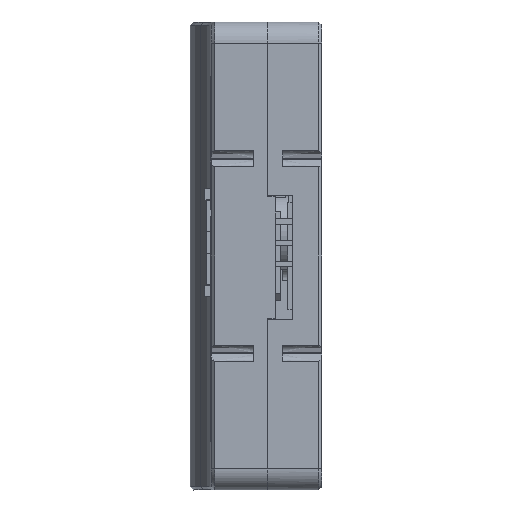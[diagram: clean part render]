
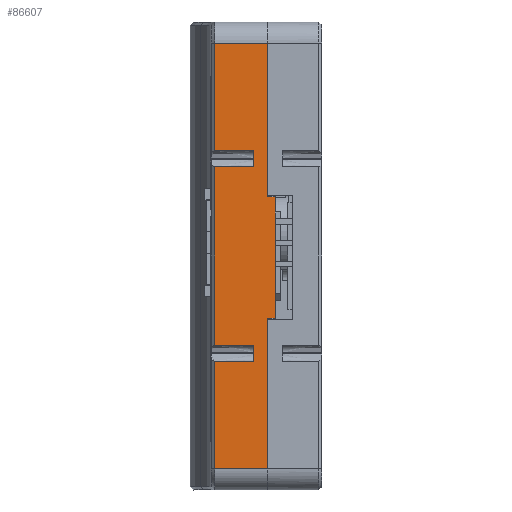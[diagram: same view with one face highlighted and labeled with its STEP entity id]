
A CAD part, left-side view. The second image highlights one B-rep face of the part: STEP entity #86607.
In plain terms, the highlighted free-form (B-spline) face has degree [1, 1] with [2, 2] control points.
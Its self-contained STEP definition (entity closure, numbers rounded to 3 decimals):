
#71121 = VERTEX_POINT('',#71122);
#71122 = CARTESIAN_POINT('',(-39.25,0.467,
    -7.85));
#71138 = VERTEX_POINT('',#71139);
#71139 = CARTESIAN_POINT('',(-39.25,0.467,
    -9.252));
#71145 = EDGE_CURVE('',#71121,#71138,#71146,.T.);
#71146 = B_SPLINE_CURVE_WITH_KNOTS('',1,(#71147,#71148),.UNSPECIFIED.,
  .F.,.F.,(2,2),(0.,1.5),.PIECEWISE_BEZIER_KNOTS.);
#71147 = CARTESIAN_POINT('',(-39.25,0.467,
    -7.85));
#71148 = CARTESIAN_POINT('',(-39.25,0.467,
    -9.252));
#71161 = VERTEX_POINT('',#71162);
#71162 = CARTESIAN_POINT('',(-39.25,0.467,
    7.85));
#71168 = EDGE_CURVE('',#71169,#71161,#71171,.T.);
#71169 = VERTEX_POINT('',#71170);
#71170 = CARTESIAN_POINT('',(-39.25,0.467,
    9.252));
#71171 = B_SPLINE_CURVE_WITH_KNOTS('',1,(#71172,#71173),.UNSPECIFIED.,
  .F.,.F.,(2,2),(0.,1.5),.PIECEWISE_BEZIER_KNOTS.);
#71172 = CARTESIAN_POINT('',(-39.25,0.467,
    9.252));
#71173 = CARTESIAN_POINT('',(-39.25,0.467,
    7.85));
#72711 = VERTEX_POINT('',#72712);
#72712 = CARTESIAN_POINT('',(-39.25,-0.748,
    18.691));
#72718 = EDGE_CURVE('',#72711,#72719,#72721,.T.);
#72719 = VERTEX_POINT('',#72720);
#72720 = CARTESIAN_POINT('',(-39.25,-0.748,
    5.187));
#72721 = B_SPLINE_CURVE_WITH_KNOTS('',1,(#72722,#72723),.UNSPECIFIED.,
  .F.,.F.,(2,2),(0.,14.45),.PIECEWISE_BEZIER_KNOTS.);
#72722 = CARTESIAN_POINT('',(-39.25,-0.748,
    18.691));
#72723 = CARTESIAN_POINT('',(-39.25,-0.748,
    5.187));
#73096 = VERTEX_POINT('',#73097);
#73097 = CARTESIAN_POINT('',(-39.25,-0.748,
    -5.467));
#73102 = EDGE_CURVE('',#73096,#73103,#73105,.T.);
#73103 = VERTEX_POINT('',#73104);
#73104 = CARTESIAN_POINT('',(-39.25,-0.748,
    -18.691));
#73105 = B_SPLINE_CURVE_WITH_KNOTS('',1,(#73106,#73107),.UNSPECIFIED.,
  .F.,.F.,(2,2),(0.,14.15),.PIECEWISE_BEZIER_KNOTS.);
#73106 = CARTESIAN_POINT('',(-39.25,-0.748,
    -5.467));
#73107 = CARTESIAN_POINT('',(-39.25,-0.748,
    -18.691));
#86592 = VERTEX_POINT('',#86593);
#86593 = CARTESIAN_POINT('',(-39.25,-1.402,
    -5.467));
#86598 = EDGE_CURVE('',#73096,#86592,#86599,.T.);
#86599 = B_SPLINE_CURVE_WITH_KNOTS('',1,(#86600,#86601),.UNSPECIFIED.,
  .F.,.F.,(2,2),(0.,0.7),.PIECEWISE_BEZIER_KNOTS.);
#86600 = CARTESIAN_POINT('',(-39.25,-0.748,
    -5.467));
#86601 = CARTESIAN_POINT('',(-39.25,-1.402,
    -5.467));
#86607 = ADVANCED_FACE('',(#86608),#86684,.T.);
#86608 = FACE_BOUND('',#86609,.T.);
#86609 = EDGE_LOOP('',(#86610,#86617,#86618,#86625,#86632,#86637,#86638,
    #86639,#86646,#86651,#86652,#86659,#86666,#86671,#86672,#86679));
#86610 = ORIENTED_EDGE('',*,*,#86611,.T.);
#86611 = EDGE_CURVE('',#86612,#71121,#86614,.T.);
#86612 = VERTEX_POINT('',#86613);
#86613 = CARTESIAN_POINT('',(-39.25,3.925,
    -7.85));
#86614 = B_SPLINE_CURVE_WITH_KNOTS('',1,(#86615,#86616),.UNSPECIFIED.,
  .F.,.F.,(2,2),(0.,3.7),.PIECEWISE_BEZIER_KNOTS.);
#86615 = CARTESIAN_POINT('',(-39.25,3.925,
    -7.85));
#86616 = CARTESIAN_POINT('',(-39.25,0.467,
    -7.85));
#86617 = ORIENTED_EDGE('',*,*,#71145,.T.);
#86618 = ORIENTED_EDGE('',*,*,#86619,.F.);
#86619 = EDGE_CURVE('',#86620,#71138,#86622,.T.);
#86620 = VERTEX_POINT('',#86621);
#86621 = CARTESIAN_POINT('',(-39.25,3.925,
    -9.252));
#86622 = B_SPLINE_CURVE_WITH_KNOTS('',1,(#86623,#86624),.UNSPECIFIED.,
  .F.,.F.,(2,2),(0.,3.7),.PIECEWISE_BEZIER_KNOTS.);
#86623 = CARTESIAN_POINT('',(-39.25,3.925,
    -9.252));
#86624 = CARTESIAN_POINT('',(-39.25,0.467,
    -9.252));
#86625 = ORIENTED_EDGE('',*,*,#86626,.F.);
#86626 = EDGE_CURVE('',#86627,#86620,#86629,.T.);
#86627 = VERTEX_POINT('',#86628);
#86628 = CARTESIAN_POINT('',(-39.25,3.925,
    -18.691));
#86629 = B_SPLINE_CURVE_WITH_KNOTS('',1,(#86630,#86631),.UNSPECIFIED.,
  .F.,.F.,(2,2),(0.,10.1),
  .PIECEWISE_BEZIER_KNOTS.);
#86630 = CARTESIAN_POINT('',(-39.25,3.925,
    -18.691));
#86631 = CARTESIAN_POINT('',(-39.25,3.925,
    -9.252));
#86632 = ORIENTED_EDGE('',*,*,#86633,.F.);
#86633 = EDGE_CURVE('',#73103,#86627,#86634,.T.);
#86634 = B_SPLINE_CURVE_WITH_KNOTS('',1,(#86635,#86636),.UNSPECIFIED.,
  .F.,.F.,(2,2),(0.,5.),.PIECEWISE_BEZIER_KNOTS.);
#86635 = CARTESIAN_POINT('',(-39.25,-0.748,
    -18.691));
#86636 = CARTESIAN_POINT('',(-39.25,3.925,
    -18.691));
#86637 = ORIENTED_EDGE('',*,*,#73102,.F.);
#86638 = ORIENTED_EDGE('',*,*,#86598,.T.);
#86639 = ORIENTED_EDGE('',*,*,#86640,.F.);
#86640 = EDGE_CURVE('',#86641,#86592,#86643,.T.);
#86641 = VERTEX_POINT('',#86642);
#86642 = CARTESIAN_POINT('',(-39.25,-1.402,
    5.187));
#86643 = B_SPLINE_CURVE_WITH_KNOTS('',1,(#86644,#86645),.UNSPECIFIED.,
  .F.,.F.,(2,2),(0.,11.4),.PIECEWISE_BEZIER_KNOTS.);
#86644 = CARTESIAN_POINT('',(-39.25,-1.402,
    5.187));
#86645 = CARTESIAN_POINT('',(-39.25,-1.402,
    -5.467));
#86646 = ORIENTED_EDGE('',*,*,#86647,.F.);
#86647 = EDGE_CURVE('',#72719,#86641,#86648,.T.);
#86648 = B_SPLINE_CURVE_WITH_KNOTS('',1,(#86649,#86650),.UNSPECIFIED.,
  .F.,.F.,(2,2),(0.,0.7),.PIECEWISE_BEZIER_KNOTS.);
#86649 = CARTESIAN_POINT('',(-39.25,-0.748,
    5.187));
#86650 = CARTESIAN_POINT('',(-39.25,-1.402,
    5.187));
#86651 = ORIENTED_EDGE('',*,*,#72718,.F.);
#86652 = ORIENTED_EDGE('',*,*,#86653,.T.);
#86653 = EDGE_CURVE('',#72711,#86654,#86656,.T.);
#86654 = VERTEX_POINT('',#86655);
#86655 = CARTESIAN_POINT('',(-39.25,3.925,
    18.691));
#86656 = B_SPLINE_CURVE_WITH_KNOTS('',1,(#86657,#86658),.UNSPECIFIED.,
  .F.,.F.,(2,2),(0.,5.),.PIECEWISE_BEZIER_KNOTS.);
#86657 = CARTESIAN_POINT('',(-39.25,-0.748,
    18.691));
#86658 = CARTESIAN_POINT('',(-39.25,3.925,
    18.691));
#86659 = ORIENTED_EDGE('',*,*,#86660,.F.);
#86660 = EDGE_CURVE('',#86661,#86654,#86663,.T.);
#86661 = VERTEX_POINT('',#86662);
#86662 = CARTESIAN_POINT('',(-39.25,3.925,
    9.252));
#86663 = B_SPLINE_CURVE_WITH_KNOTS('',1,(#86664,#86665),.UNSPECIFIED.,
  .F.,.F.,(2,2),(0.,10.1),.PIECEWISE_BEZIER_KNOTS.);
#86664 = CARTESIAN_POINT('',(-39.25,3.925,
    9.252));
#86665 = CARTESIAN_POINT('',(-39.25,3.925,
    18.691));
#86666 = ORIENTED_EDGE('',*,*,#86667,.T.);
#86667 = EDGE_CURVE('',#86661,#71169,#86668,.T.);
#86668 = B_SPLINE_CURVE_WITH_KNOTS('',1,(#86669,#86670),.UNSPECIFIED.,
  .F.,.F.,(2,2),(0.,3.7),.PIECEWISE_BEZIER_KNOTS.);
#86669 = CARTESIAN_POINT('',(-39.25,3.925,
    9.252));
#86670 = CARTESIAN_POINT('',(-39.25,0.467,
    9.252));
#86671 = ORIENTED_EDGE('',*,*,#71168,.T.);
#86672 = ORIENTED_EDGE('',*,*,#86673,.F.);
#86673 = EDGE_CURVE('',#86674,#71161,#86676,.T.);
#86674 = VERTEX_POINT('',#86675);
#86675 = CARTESIAN_POINT('',(-39.25,3.925,
    7.85));
#86676 = B_SPLINE_CURVE_WITH_KNOTS('',1,(#86677,#86678),.UNSPECIFIED.,
  .F.,.F.,(2,2),(0.,3.7),.PIECEWISE_BEZIER_KNOTS.);
#86677 = CARTESIAN_POINT('',(-39.25,3.925,
    7.85));
#86678 = CARTESIAN_POINT('',(-39.25,0.467,
    7.85));
#86679 = ORIENTED_EDGE('',*,*,#86680,.F.);
#86680 = EDGE_CURVE('',#86612,#86674,#86681,.T.);
#86681 = B_SPLINE_CURVE_WITH_KNOTS('',1,(#86682,#86683),.UNSPECIFIED.,
  .F.,.F.,(2,2),(0.,16.8),.PIECEWISE_BEZIER_KNOTS.);
#86682 = CARTESIAN_POINT('',(-39.25,3.925,
    -7.85));
#86683 = CARTESIAN_POINT('',(-39.25,3.925,
    7.85));
#86684 = B_SPLINE_SURFACE_WITH_KNOTS('',1,1,(
    (#86685,#86686)
    ,(#86687,#86688
    )),.UNSPECIFIED.,.F.,.F.,.F.,(2,2),(2,2),(2.,42.),(
    0.3,6.),.PIECEWISE_BEZIER_KNOTS.);
#86685 = CARTESIAN_POINT('',(-39.25,3.925,
    18.691));
#86686 = CARTESIAN_POINT('',(-39.25,-1.402,
    18.691));
#86687 = CARTESIAN_POINT('',(-39.25,3.925,
    -18.691));
#86688 = CARTESIAN_POINT('',(-39.25,-1.402,
    -18.691));
